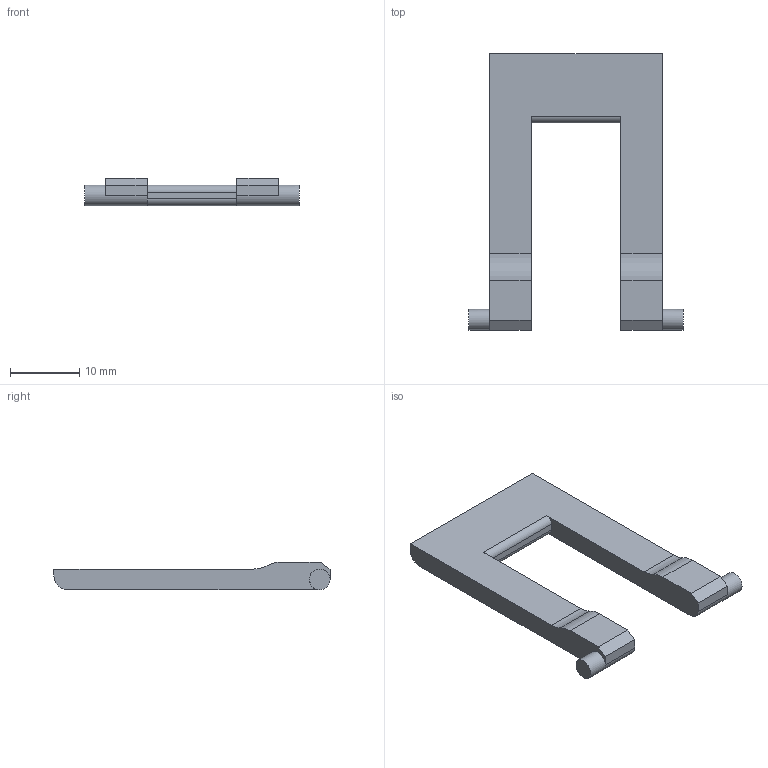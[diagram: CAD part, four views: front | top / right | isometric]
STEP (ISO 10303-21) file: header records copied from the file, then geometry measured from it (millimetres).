
FILE_DESCRIPTION(('STEP AP214'), '1');
FILE_NAME('Leg', '', ('UNSPECIFIED'), ('UNSPECIFIED'), 'C3D Converter', 'C3D Toolkit', '');
FILE_SCHEMA(('AUTOMOTIVE_DESIGN { 1 0 10303 214 3 1 1}'));
Length unit declared in the file: millimetre
Bounding box: 31 x 40 x 4 mm (x, y, z)
Volume: 1940.6 mm3; surface area: 1843.5 mm2
Topology: 1 solids, 1 shells, 27 faces, 75 edges, 50 vertices
Faces by surface type: plane 18, cylinder 9
Full cylindrical faces by diameter (mm): 3 x2
Entity records: 1117 total; most frequent: CARTESIAN_POINT 151, DIRECTION 151, ORIENTED_EDGE 146, EDGE_CURVE 73, LINE 51, VECTOR 51, AXIS2_PLACEMENT_3D 50, VERTEX_POINT 50
